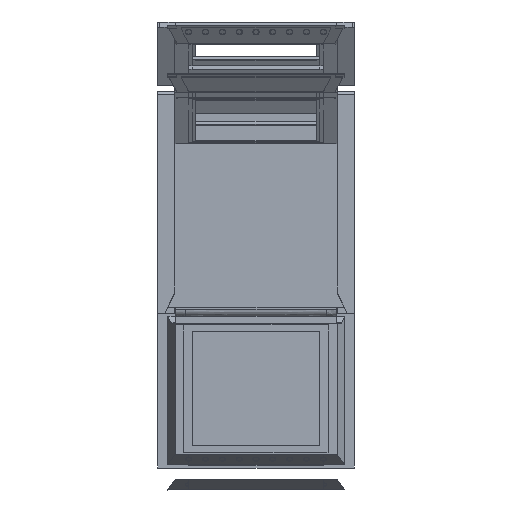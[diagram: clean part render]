
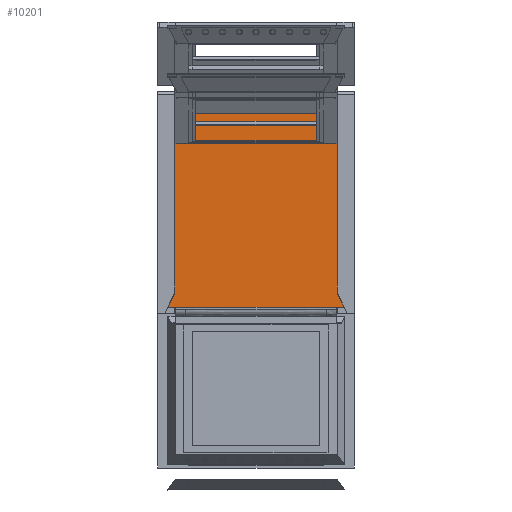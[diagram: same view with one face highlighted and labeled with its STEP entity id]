
A CAD part, top view. The second image highlights one B-rep face of the part: STEP entity #10201.
In plain terms, the highlighted planar face has unit normal (0, 0, 1).
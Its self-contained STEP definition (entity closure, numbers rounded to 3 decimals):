
#689=FACE_OUTER_BOUND('',#1278,.T.);
#1278=EDGE_LOOP('',(#8404,#8405,#8406,#8407));
#2332=LINE('',#15786,#3626);
#2340=LINE('',#15801,#3634);
#2341=LINE('',#15803,#3635);
#2342=LINE('',#15804,#3636);
#3626=VECTOR('',#12857,10.);
#3634=VECTOR('',#12869,10.);
#3635=VECTOR('',#12872,10.);
#3636=VECTOR('',#12873,10.);
#4721=VERTEX_POINT('',#15783);
#4722=VERTEX_POINT('',#15785);
#4726=VERTEX_POINT('',#15797);
#4727=VERTEX_POINT('',#15799);
#6005=EDGE_CURVE('',#4721,#4722,#2332,.T.);
#6013=EDGE_CURVE('',#4726,#4727,#2340,.T.);
#6014=EDGE_CURVE('',#4726,#4721,#2341,.T.);
#6015=EDGE_CURVE('',#4722,#4727,#2342,.F.);
#8404=ORIENTED_EDGE('',*,*,#6014,.F.);
#8405=ORIENTED_EDGE('',*,*,#6013,.T.);
#8406=ORIENTED_EDGE('',*,*,#6015,.F.);
#8407=ORIENTED_EDGE('',*,*,#6005,.F.);
#9672=PLANE('',#10883);
#10201=ADVANCED_FACE('',(#689),#9672,.T.);
#10883=AXIS2_PLACEMENT_3D('',#15802,#12870,#12871);
#12857=DIRECTION('',(-1.,0.,0.));
#12869=DIRECTION('',(-1.,0.,0.));
#12870=DIRECTION('center_axis',(0.,0.,
1.));
#12871=DIRECTION('ref_axis',(0.,1.,0.));
#12872=DIRECTION('',(0.,-1.,0.));
#12873=DIRECTION('',(0.,-1.,0.));
#15783=CARTESIAN_POINT('',(86.446,-231.426,-75.059));
#15785=CARTESIAN_POINT('',(-184.554,-231.426,-75.059));
#15786=CARTESIAN_POINT('',(86.446,-231.426,-75.059));
#15797=CARTESIAN_POINT('',(86.446,72.374,-75.059));
#15799=CARTESIAN_POINT('',(-184.554,72.374,-75.059));
#15801=CARTESIAN_POINT('',(86.446,72.374,-75.059));
#15802=CARTESIAN_POINT('Origin',(86.446,-240.426,-75.059));
#15803=CARTESIAN_POINT('',(86.446,-170.176,-75.059));
#15804=CARTESIAN_POINT('',(-184.554,-170.176,-75.059));
